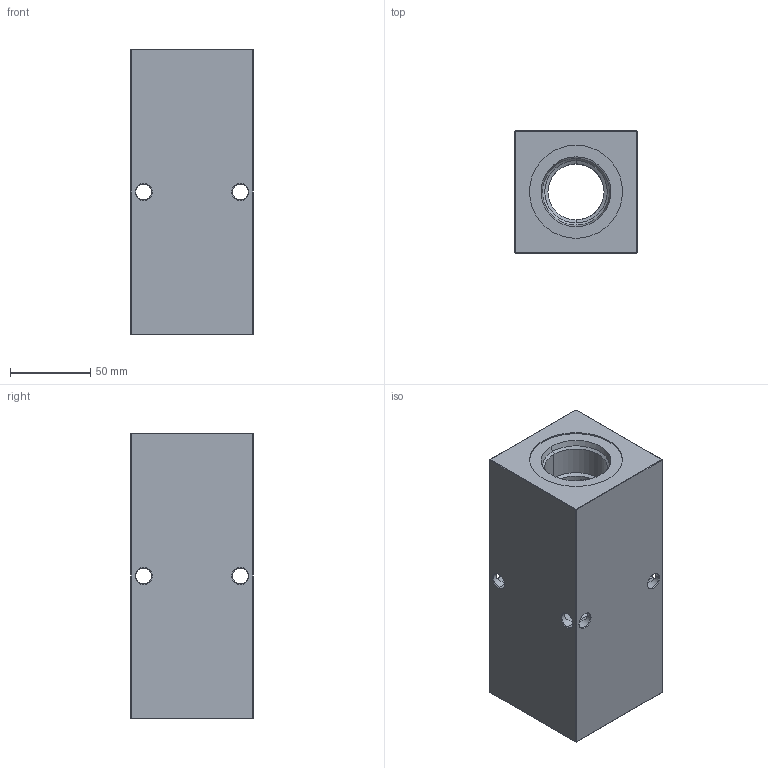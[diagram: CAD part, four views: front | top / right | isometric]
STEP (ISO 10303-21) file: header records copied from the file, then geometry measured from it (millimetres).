
FILE_DESCRIPTION (( 'STEP AP203' ), '1' );
FILE_NAME ('HM-2-0-S-20-20.STEP', '2020-10-28T13:00:22', ( '' ), ( '' ), 'SwSTEP 2.0', 'SolidWorks 2019', '' );
FILE_SCHEMA (( 'CONFIG_CONTROL_DESIGN' ));
Length unit declared in the file: inch
Products named in the file (1): HM-2-0-S-20-20
Bounding box: 76.2 x 76.2 x 177.8 mm (x, y, z)
Volume: 766028.1 mm3; surface area: 92206.5 mm2
Topology: 1 solids, 1 shells, 528 faces, 1379 edges, 892 vertices
Faces by surface type: plane 234, bspline 204, cylinder 48, cone 42
Entity records: 26548 total; most frequent: CARTESIAN_POINT 14956, ORIENTED_EDGE 2758, DIRECTION 1667, EDGE_CURVE 1379, VERTEX_POINT 892, LINE 813, VECTOR 813, EDGE_LOOP 589
